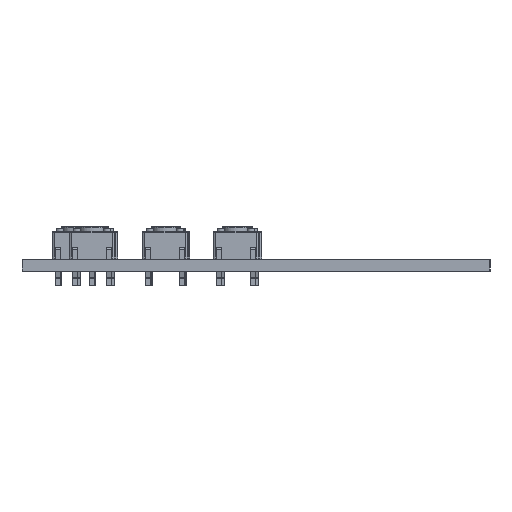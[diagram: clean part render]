
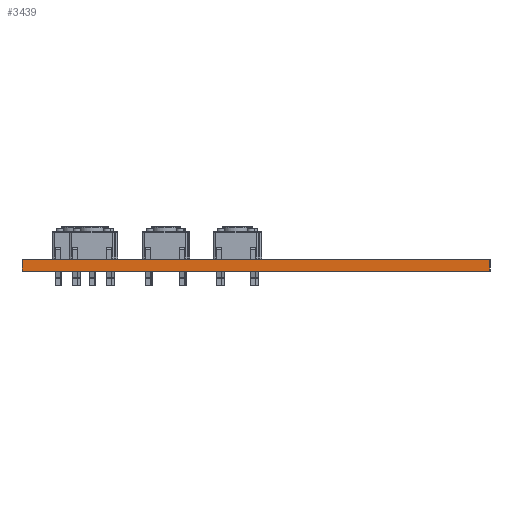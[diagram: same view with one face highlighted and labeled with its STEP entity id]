
A CAD part, left-side view. The second image highlights one B-rep face of the part: STEP entity #3439.
In plain terms, the highlighted planar face has unit normal (-1, 0, 0).
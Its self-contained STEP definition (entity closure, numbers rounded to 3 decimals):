
#3383 = VERTEX_POINT('',#3384);
#3384 = CARTESIAN_POINT('',(76.2,-142.875,1.51));
#3390 = EDGE_CURVE('',#3391,#3383,#3393,.T.);
#3391 = VERTEX_POINT('',#3392);
#3392 = CARTESIAN_POINT('',(76.2,-142.875,0.));
#3393 = LINE('',#3394,#3395);
#3394 = CARTESIAN_POINT('',(76.2,-142.875,0.));
#3395 = VECTOR('',#3396,1.);
#3396 = DIRECTION('',(0.,0.,1.));
#3439 = ADVANCED_FACE('',(#3440),#3465,.T.);
#3440 = FACE_BOUND('',#3441,.T.);
#3441 = EDGE_LOOP('',(#3442,#3443,#3451,#3459));
#3442 = ORIENTED_EDGE('',*,*,#3390,.T.);
#3443 = ORIENTED_EDGE('',*,*,#3444,.T.);
#3444 = EDGE_CURVE('',#3383,#3445,#3447,.T.);
#3445 = VERTEX_POINT('',#3446);
#3446 = CARTESIAN_POINT('',(76.2,-80.963,1.51));
#3447 = LINE('',#3448,#3449);
#3448 = CARTESIAN_POINT('',(76.2,-142.875,1.51));
#3449 = VECTOR('',#3450,1.);
#3450 = DIRECTION('',(0.,1.,0.));
#3451 = ORIENTED_EDGE('',*,*,#3452,.F.);
#3452 = EDGE_CURVE('',#3453,#3445,#3455,.T.);
#3453 = VERTEX_POINT('',#3454);
#3454 = CARTESIAN_POINT('',(76.2,-80.963,0.));
#3455 = LINE('',#3456,#3457);
#3456 = CARTESIAN_POINT('',(76.2,-80.963,0.));
#3457 = VECTOR('',#3458,1.);
#3458 = DIRECTION('',(0.,0.,1.));
#3459 = ORIENTED_EDGE('',*,*,#3460,.F.);
#3460 = EDGE_CURVE('',#3391,#3453,#3461,.T.);
#3461 = LINE('',#3462,#3463);
#3462 = CARTESIAN_POINT('',(76.2,-142.875,0.));
#3463 = VECTOR('',#3464,1.);
#3464 = DIRECTION('',(0.,1.,0.));
#3465 = PLANE('',#3466);
#3466 = AXIS2_PLACEMENT_3D('',#3467,#3468,#3469);
#3467 = CARTESIAN_POINT('',(76.2,-142.875,0.));
#3468 = DIRECTION('',(-1.,0.,0.));
#3469 = DIRECTION('',(0.,1.,0.));
